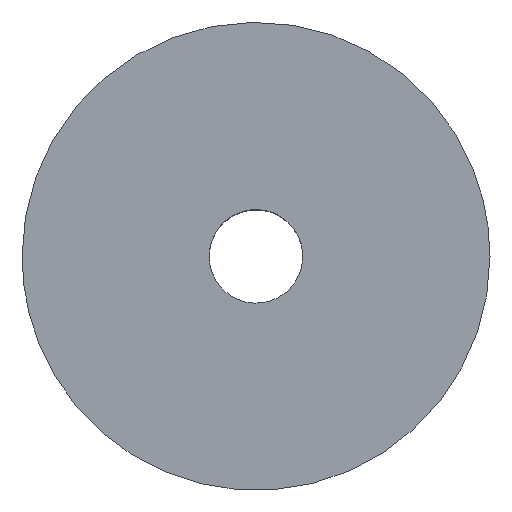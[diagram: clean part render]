
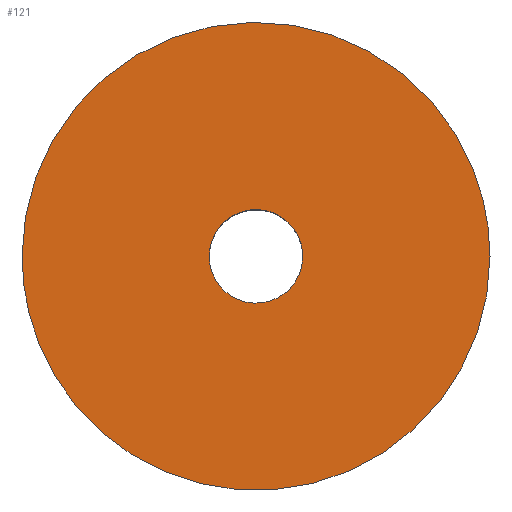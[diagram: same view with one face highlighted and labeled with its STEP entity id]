
A CAD part, top view. The second image highlights one B-rep face of the part: STEP entity #121.
In plain terms, the highlighted planar face has unit normal (0, 0, 1).
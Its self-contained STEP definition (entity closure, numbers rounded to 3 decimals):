
#121=ADVANCED_FACE('',(#228,#229),#227,.F.);
#227=PLANE('',#391);
#228=FACE_OUTER_BOUND('',#392,.T.);
#229=FACE_BOUND('',#393,.T.);
#388=CARTESIAN_POINT('',(9.,-9.453,10.));
#389=DIRECTION('',(0.,0.,-1.));
#390=DIRECTION('',(-1.,0.,0.));
#391=AXIS2_PLACEMENT_3D('',#388,#389,#390);
#392=EDGE_LOOP('',(#548,#549,#550,#551,#552));
#393=EDGE_LOOP('',(#553,#554,#555));
#548=ORIENTED_EDGE('',*,*,#652,.F.);
#549=ORIENTED_EDGE('',*,*,#653,.F.);
#550=ORIENTED_EDGE('',*,*,#654,.F.);
#551=ORIENTED_EDGE('',*,*,#655,.F.);
#552=ORIENTED_EDGE('',*,*,#656,.F.);
#553=ORIENTED_EDGE('',*,*,#657,.T.);
#554=ORIENTED_EDGE('',*,*,#658,.T.);
#555=ORIENTED_EDGE('',*,*,#659,.T.);
#652=EDGE_CURVE('',#912,#913,#914,.T.);
#653=EDGE_CURVE('',#920,#912,#921,.T.);
#654=EDGE_CURVE('',#927,#920,#928,.T.);
#655=EDGE_CURVE('',#934,#927,#935,.T.);
#656=EDGE_CURVE('',#913,#934,#941,.T.);
#657=EDGE_CURVE('',#947,#948,#949,.T.);
#658=EDGE_CURVE('',#948,#955,#956,.T.);
#659=EDGE_CURVE('',#955,#947,#962,.T.);
#912=VERTEX_POINT('',#1242);
#913=VERTEX_POINT('',#1243);
#914=CIRCLE('',#1247,7.5);
#920=VERTEX_POINT('',#1248);
#921=CIRCLE('',#1252,7.5);
#927=VERTEX_POINT('',#1253);
#928=CIRCLE('',#1257,7.5);
#934=VERTEX_POINT('',#1258);
#935=CIRCLE('',#1262,7.5);
#941=CIRCLE('',#1266,7.5);
#947=VERTEX_POINT('',#1267);
#948=VERTEX_POINT('',#1268);
#949=CIRCLE('',#1272,1.5);
#955=VERTEX_POINT('',#1273);
#956=CIRCLE('',#1277,1.5);
#962=CIRCLE('',#1281,1.5);
#1242=CARTESIAN_POINT('',(-6.974,-2.759,10.));
#1243=CARTESIAN_POINT('',(-7.5,0.,10.));
#1244=CARTESIAN_POINT('',(0.,0.,10.));
#1245=DIRECTION('',(0.,0.,-1.));
#1246=DIRECTION('',(0.93,0.368,0.));
#1247=AXIS2_PLACEMENT_3D('',#1244,#1245,#1246);
#1248=CARTESIAN_POINT('',(0.588,-7.477,10.));
#1249=CARTESIAN_POINT('',(0.,0.,10.));
#1250=DIRECTION('',(0.,0.,-1.));
#1251=DIRECTION('',(-0.078,0.997,0.));
#1252=AXIS2_PLACEMENT_3D('',#1249,#1250,#1251);
#1253=CARTESIAN_POINT('',(7.5,0.,10.));
#1254=CARTESIAN_POINT('',(0.,0.,10.));
#1255=DIRECTION('',(0.,0.,-1.));
#1256=DIRECTION('',(-1.,0.,0.));
#1257=AXIS2_PLACEMENT_3D('',#1254,#1255,#1256);
#1258=CARTESIAN_POINT('',(6.974,2.759,10.));
#1259=CARTESIAN_POINT('',(0.,0.,10.));
#1260=DIRECTION('',(0.,0.,-1.));
#1261=DIRECTION('',(1.,0.,0.));
#1262=AXIS2_PLACEMENT_3D('',#1259,#1260,#1261);
#1263=CARTESIAN_POINT('',(0.,0.,10.));
#1264=DIRECTION('',(0.,0.,-1.));
#1265=DIRECTION('',(1.,0.,0.));
#1266=AXIS2_PLACEMENT_3D('',#1263,#1264,#1265);
#1267=CARTESIAN_POINT('',(-1.5,0.,10.));
#1268=CARTESIAN_POINT('',(-0.177,1.489,10.));
#1269=CARTESIAN_POINT('',(0.,0.,10.));
#1270=DIRECTION('',(0.,0.,-1.));
#1271=DIRECTION('',(-1.,0.,0.));
#1272=AXIS2_PLACEMENT_3D('',#1269,#1270,#1271);
#1273=CARTESIAN_POINT('',(0.177,-1.49,10.));
#1274=CARTESIAN_POINT('',(0.,0.,10.));
#1275=DIRECTION('',(0.,0.,-1.));
#1276=DIRECTION('',(-1.,0.,0.));
#1277=AXIS2_PLACEMENT_3D('',#1274,#1275,#1276);
#1278=CARTESIAN_POINT('',(0.,0.,10.));
#1279=DIRECTION('',(0.,0.,-1.));
#1280=DIRECTION('',(-1.,0.,0.));
#1281=AXIS2_PLACEMENT_3D('',#1278,#1279,#1280);
